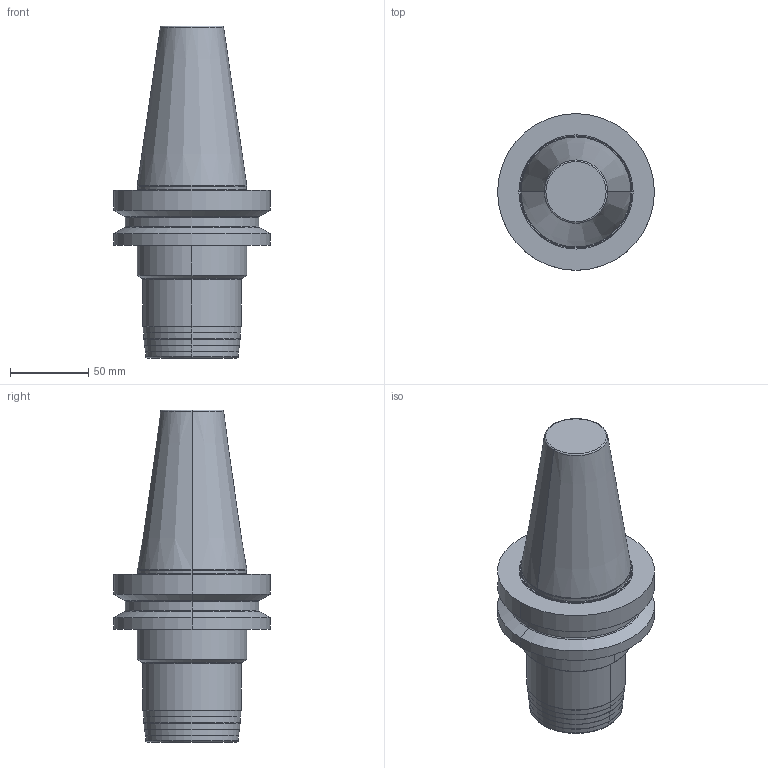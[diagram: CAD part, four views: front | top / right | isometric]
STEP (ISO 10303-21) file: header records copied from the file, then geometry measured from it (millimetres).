
FILE_DESCRIPTION((''),'2;1');
FILE_NAME('607189389-000-00-E43','2019-01-16T10:48:48',('SCHELLENBEF'),(''),'CREO PARAMETRIC BY PTC INC, 2018020','CREO PARAMETRIC BY PTC INC, 2018020','');
FILE_SCHEMA(('AUTOMOTIVE_DESIGN { 1 0 10303 214 1 1 1 1 }'));
Length unit declared in the file: millimetre
Products named in the file (1): 607189389-000-00-E43
Bounding box: 100 x 100 x 211.8 mm (x, y, z)
Volume: 696151.3 mm3; surface area: 64510.9 mm2
Topology: 1 solids, 1 shells, 79 faces, 214 edges, 204 vertices
Faces by surface type: torus 32, cone 22, cylinder 14, plane 11
Entity records: 3834 total; most frequent: CARTESIAN_POINT 494, DIRECTION 468, ORIENTED_EDGE 312, PRESENTATION_STYLE_ASSIGNMENT 218, STYLED_ITEM 218, CURVE_STYLE 217, AXIS2_PLACEMENT_3D 208, EDGE_CURVE 156
